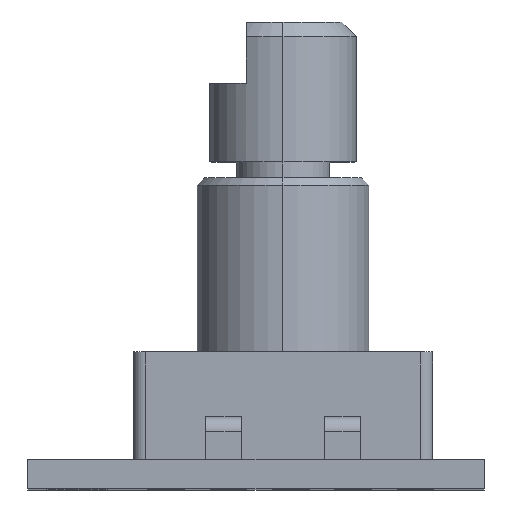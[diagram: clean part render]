
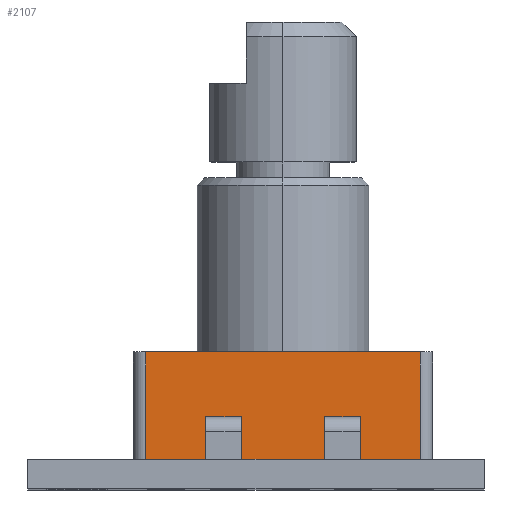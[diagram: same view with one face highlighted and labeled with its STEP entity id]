
A CAD part, top view. The second image highlights one B-rep face of the part: STEP entity #2107.
In plain terms, the highlighted planar face has unit normal (0, 0, 1).
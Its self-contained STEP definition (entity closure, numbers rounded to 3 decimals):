
#182 = ORIENTED_EDGE ( 'NONE', *, *, #849, .F. ) ;
#189 = CARTESIAN_POINT ( 'NONE',  ( -0.6, 2.95, 3.2 ) ) ;
#239 = CARTESIAN_POINT ( 'NONE',  ( 2.8, 2.75, 3.2 ) ) ;
#250 = VERTEX_POINT ( 'NONE', #4448 ) ;
#268 = ORIENTED_EDGE ( 'NONE', *, *, #4283, .F. ) ;
#403 = EDGE_CURVE ( 'NONE', #4295, #2474, #1158, .T. ) ;
#415 = EDGE_CURVE ( 'NONE', #250, #4195, #3678, .T. ) ;
#427 = DIRECTION ( 'NONE',  ( -1., 0., 0. ) ) ;
#442 = LINE ( 'NONE', #3079, #2083 ) ;
#473 = ORIENTED_EDGE ( 'NONE', *, *, #1991, .F. ) ;
#512 = DIRECTION ( 'NONE',  ( 1., 0., 0. ) ) ;
#639 = CARTESIAN_POINT ( 'NONE',  ( -2.05, 2.75, 3.2 ) ) ;
#653 = CARTESIAN_POINT ( 'NONE',  ( 4.25, 2.95, 3.2 ) ) ;
#663 = LINE ( 'NONE', #639, #2678 ) ;
#708 = LINE ( 'NONE', #2342, #874 ) ;
#849 = EDGE_CURVE ( 'NONE', #1668, #3044, #708, .T. ) ;
#874 = VECTOR ( 'NONE', #2027, 1000. ) ;
#904 = DIRECTION ( 'NONE',  ( 0., -1., 0. ) ) ;
#952 = LINE ( 'NONE', #653, #2412 ) ;
#954 = CARTESIAN_POINT ( 'NONE',  ( 2.8, 2.95, 3.2 ) ) ;
#975 = ORIENTED_EDGE ( 'NONE', *, *, #3768, .F. ) ;
#1020 = CARTESIAN_POINT ( 'NONE',  ( -5., 5.6, 3.2 ) ) ;
#1030 = DIRECTION ( 'NONE',  ( -1., 0., 0. ) ) ;
#1058 = LINE ( 'NONE', #3702, #2800 ) ;
#1110 = VECTOR ( 'NONE', #3041, 1000. ) ;
#1153 = EDGE_CURVE ( 'NONE', #3044, #2434, #3065, .T. ) ;
#1158 = LINE ( 'NONE', #1936, #1911 ) ;
#1178 = LINE ( 'NONE', #3820, #1815 ) ;
#1247 = ORIENTED_EDGE ( 'NONE', *, *, #4290, .F. ) ;
#1317 = LINE ( 'NONE', #2253, #1955 ) ;
#1319 = CARTESIAN_POINT ( 'NONE',  ( 4.25, 2.75, 3.2 ) ) ;
#1394 = EDGE_CURVE ( 'NONE', #4195, #2893, #1058, .T. ) ;
#1399 = ORIENTED_EDGE ( 'NONE', *, *, #403, .F. ) ;
#1508 = ORIENTED_EDGE ( 'NONE', *, *, #4438, .F. ) ;
#1525 = LINE ( 'NONE', #1605, #4487 ) ;
#1600 = DIRECTION ( 'NONE',  ( 1., 0., 0. ) ) ;
#1605 = CARTESIAN_POINT ( 'NONE',  ( 2.8, 2.75, 3.2 ) ) ;
#1616 = AXIS2_PLACEMENT_3D ( 'NONE', #1020, #3445, #1030 ) ;
#1622 = ORIENTED_EDGE ( 'NONE', *, *, #415, .T. ) ;
#1664 = DIRECTION ( 'NONE',  ( 0., -1., 0. ) ) ;
#1668 = VERTEX_POINT ( 'NONE', #1864 ) ;
#1805 = ORIENTED_EDGE ( 'NONE', *, *, #1153, .F. ) ;
#1815 = VECTOR ( 'NONE', #4550, 1000. ) ;
#1864 = CARTESIAN_POINT ( 'NONE',  ( -0.6, 2.75, 3.2 ) ) ;
#1868 = FACE_OUTER_BOUND ( 'NONE', #3466, .T. ) ;
#1911 = VECTOR ( 'NONE', #512, 1000. ) ;
#1923 = CARTESIAN_POINT ( 'NONE',  ( -4.5, 5.6, 3.2 ) ) ;
#1936 = CARTESIAN_POINT ( 'NONE',  ( 4.25, 2.75, 3.2 ) ) ;
#1955 = VECTOR ( 'NONE', #2593, 1000. ) ;
#1991 = EDGE_CURVE ( 'NONE', #2474, #2773, #3891, .T. ) ;
#2027 = DIRECTION ( 'NONE',  ( 0., 1., 0. ) ) ;
#2043 = PLANE ( 'NONE',  #1616 ) ;
#2083 = VECTOR ( 'NONE', #2682, 1000. ) ;
#2107 = ADVANCED_FACE ( 'NONE', ( #2526, #1868, #3579 ), #2043, .F. ) ;
#2157 = CARTESIAN_POINT ( 'NONE',  ( -2.05, 2.95, 3.2 ) ) ;
#2184 = VERTEX_POINT ( 'NONE', #2671 ) ;
#2211 = ORIENTED_EDGE ( 'NONE', *, *, #3196, .F. ) ;
#2253 = CARTESIAN_POINT ( 'NONE',  ( 6.7, 5.6, 3.2 ) ) ;
#2342 = CARTESIAN_POINT ( 'NONE',  ( -0.6, 2.75, 3.2 ) ) ;
#2377 = ORIENTED_EDGE ( 'NONE', *, *, #3754, .T. ) ;
#2384 = DIRECTION ( 'NONE',  ( -1., 0., 0. ) ) ;
#2412 = VECTOR ( 'NONE', #2384, 1000. ) ;
#2413 = CARTESIAN_POINT ( 'NONE',  ( 4.25, 2.75, 3.2 ) ) ;
#2434 = VERTEX_POINT ( 'NONE', #4515 ) ;
#2474 = VERTEX_POINT ( 'NONE', #2413 ) ;
#2526 = FACE_BOUND ( 'NONE', #4306, .T. ) ;
#2540 = CARTESIAN_POINT ( 'NONE',  ( 6.7, 5.6, 3.2 ) ) ;
#2588 = VERTEX_POINT ( 'NONE', #2540 ) ;
#2593 = DIRECTION ( 'NONE',  ( 0., 1., 0. ) ) ;
#2671 = CARTESIAN_POINT ( 'NONE',  ( -2.05, 2.75, 3.2 ) ) ;
#2678 = VECTOR ( 'NONE', #1664, 1000. ) ;
#2682 = DIRECTION ( 'NONE',  ( 1., 0., 0. ) ) ;
#2737 = VECTOR ( 'NONE', #3705, 1000. ) ;
#2773 = VERTEX_POINT ( 'NONE', #3342 ) ;
#2800 = VECTOR ( 'NONE', #1600, 1000. ) ;
#2861 = CARTESIAN_POINT ( 'NONE',  ( -4.5, 1.2, 3.2 ) ) ;
#2893 = VERTEX_POINT ( 'NONE', #3619 ) ;
#3041 = DIRECTION ( 'NONE',  ( 0., 1., 0. ) ) ;
#3044 = VERTEX_POINT ( 'NONE', #189 ) ;
#3065 = LINE ( 'NONE', #2157, #4374 ) ;
#3079 = CARTESIAN_POINT ( 'NONE',  ( -2.05, 2.75, 3.2 ) ) ;
#3112 = VERTEX_POINT ( 'NONE', #954 ) ;
#3196 = EDGE_CURVE ( 'NONE', #2434, #2184, #663, .T. ) ;
#3342 = CARTESIAN_POINT ( 'NONE',  ( 4.25, 2.95, 3.2 ) ) ;
#3445 = DIRECTION ( 'NONE',  ( 0., 0., -1. ) ) ;
#3466 = EDGE_LOOP ( 'NONE', ( #1508, #1622, #3748, #2377 ) ) ;
#3540 = EDGE_LOOP ( 'NONE', ( #182, #1247, #2211, #1805 ) ) ;
#3579 = FACE_BOUND ( 'NONE', #3540, .T. ) ;
#3619 = CARTESIAN_POINT ( 'NONE',  ( 6.7, 1.2, 3.2 ) ) ;
#3678 = LINE ( 'NONE', #1923, #2737 ) ;
#3702 = CARTESIAN_POINT ( 'NONE',  ( -5., 1.2, 3.2 ) ) ;
#3705 = DIRECTION ( 'NONE',  ( 0., -1., 0. ) ) ;
#3748 = ORIENTED_EDGE ( 'NONE', *, *, #1394, .T. ) ;
#3754 = EDGE_CURVE ( 'NONE', #2893, #2588, #1317, .T. ) ;
#3768 = EDGE_CURVE ( 'NONE', #3112, #4295, #1525, .T. ) ;
#3820 = CARTESIAN_POINT ( 'NONE',  ( -5., 5.6, 3.2 ) ) ;
#3891 = LINE ( 'NONE', #1319, #1110 ) ;
#4195 = VERTEX_POINT ( 'NONE', #2861 ) ;
#4283 = EDGE_CURVE ( 'NONE', #2773, #3112, #952, .T. ) ;
#4290 = EDGE_CURVE ( 'NONE', #2184, #1668, #442, .T. ) ;
#4295 = VERTEX_POINT ( 'NONE', #239 ) ;
#4306 = EDGE_LOOP ( 'NONE', ( #268, #473, #1399, #975 ) ) ;
#4374 = VECTOR ( 'NONE', #427, 1000. ) ;
#4438 = EDGE_CURVE ( 'NONE', #250, #2588, #1178, .T. ) ;
#4448 = CARTESIAN_POINT ( 'NONE',  ( -4.5, 5.6, 3.2 ) ) ;
#4487 = VECTOR ( 'NONE', #904, 1000. ) ;
#4515 = CARTESIAN_POINT ( 'NONE',  ( -2.05, 2.95, 3.2 ) ) ;
#4550 = DIRECTION ( 'NONE',  ( 1., 0., 0. ) ) ;
